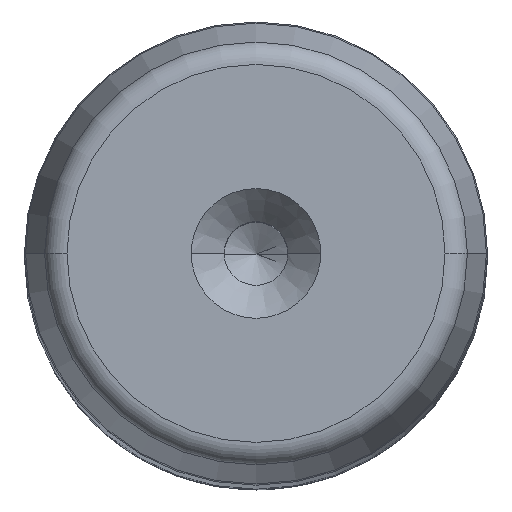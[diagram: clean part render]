
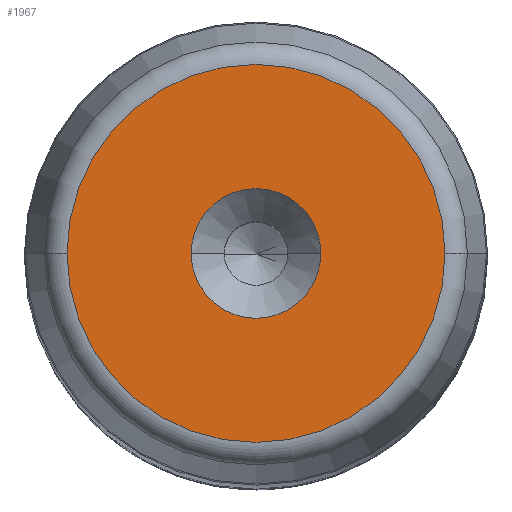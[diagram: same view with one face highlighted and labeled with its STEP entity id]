
A CAD part, top view. The second image highlights one B-rep face of the part: STEP entity #1967.
In plain terms, the highlighted planar face has unit normal (0, 0, 1).
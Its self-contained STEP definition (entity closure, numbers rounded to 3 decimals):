
#22 = EDGE_CURVE ( 'NONE', #2624, #1660, #3021, .T. ) ;
#53 = DIRECTION ( 'NONE',  ( 1., 0., 0. ) ) ;
#269 = CIRCLE ( 'NONE', #1478, 5.6 ) ;
#282 = EDGE_LOOP ( 'NONE', ( #355, #2627 ) ) ;
#324 = DIRECTION ( 'NONE',  ( 0., 0., 1. ) ) ;
#355 = ORIENTED_EDGE ( 'NONE', *, *, #1507, .T. ) ;
#490 = DIRECTION ( 'NONE',  ( 1., 0., 0. ) ) ;
#710 = DIRECTION ( 'NONE',  ( 0., 0., 1. ) ) ;
#956 = CARTESIAN_POINT ( 'NONE',  ( 0., 0., 250. ) ) ;
#960 = CARTESIAN_POINT ( 'NONE',  ( -16.322, 0., 250. ) ) ;
#1006 = ORIENTED_EDGE ( 'NONE', *, *, #22, .F. ) ;
#1084 = AXIS2_PLACEMENT_3D ( 'NONE', #1521, #324, #2452 ) ;
#1228 = EDGE_CURVE ( 'NONE', #1660, #2624, #269, .T. ) ;
#1264 = DIRECTION ( 'NONE',  ( 0., 0., 1. ) ) ;
#1275 = AXIS2_PLACEMENT_3D ( 'NONE', #2890, #1659, #1438 ) ;
#1310 = ORIENTED_EDGE ( 'NONE', *, *, #1228, .F. ) ;
#1438 = DIRECTION ( 'NONE',  ( 1., 0., 0. ) ) ;
#1478 = AXIS2_PLACEMENT_3D ( 'NONE', #956, #710, #490 ) ;
#1507 = EDGE_CURVE ( 'NONE', #1613, #1861, #2100, .T. ) ;
#1521 = CARTESIAN_POINT ( 'NONE',  ( 0., 0., 250. ) ) ;
#1606 = DIRECTION ( 'NONE',  ( 0., 0., 1. ) ) ;
#1613 = VERTEX_POINT ( 'NONE', #2330 ) ;
#1649 = AXIS2_PLACEMENT_3D ( 'NONE', #2416, #1264, #53 ) ;
#1659 = DIRECTION ( 'NONE',  ( 0., 0., 1. ) ) ;
#1660 = VERTEX_POINT ( 'NONE', #2297 ) ;
#1800 = CIRCLE ( 'NONE', #1275, 16.322 ) ;
#1850 = DIRECTION ( 'NONE',  ( 1., 0., 0. ) ) ;
#1861 = VERTEX_POINT ( 'NONE', #960 ) ;
#1938 = EDGE_LOOP ( 'NONE', ( #1006, #1310 ) ) ;
#1946 = AXIS2_PLACEMENT_3D ( 'NONE', #2077, #1606, #1850 ) ;
#1967 = ADVANCED_FACE ( 'NONE', ( #3055, #2963 ), #2948, .T. ) ;
#2077 = CARTESIAN_POINT ( 'NONE',  ( 0., 0., 250. ) ) ;
#2100 = CIRCLE ( 'NONE', #1946, 16.322 ) ;
#2297 = CARTESIAN_POINT ( 'NONE',  ( -5.6, 0., 250. ) ) ;
#2330 = CARTESIAN_POINT ( 'NONE',  ( 16.322, 0., 250. ) ) ;
#2416 = CARTESIAN_POINT ( 'NONE',  ( 0., 0., 250. ) ) ;
#2452 = DIRECTION ( 'NONE',  ( 1., 0., 0. ) ) ;
#2624 = VERTEX_POINT ( 'NONE', #2631 ) ;
#2627 = ORIENTED_EDGE ( 'NONE', *, *, #2718, .T. ) ;
#2631 = CARTESIAN_POINT ( 'NONE',  ( 5.6, 0., 250. ) ) ;
#2718 = EDGE_CURVE ( 'NONE', #1861, #1613, #1800, .T. ) ;
#2890 = CARTESIAN_POINT ( 'NONE',  ( 0., 0., 250. ) ) ;
#2948 = PLANE ( 'NONE',  #1084 ) ;
#2963 = FACE_BOUND ( 'NONE', #1938, .T. ) ;
#3021 = CIRCLE ( 'NONE', #1649, 5.6 ) ;
#3055 = FACE_OUTER_BOUND ( 'NONE', #282, .T. ) ;
